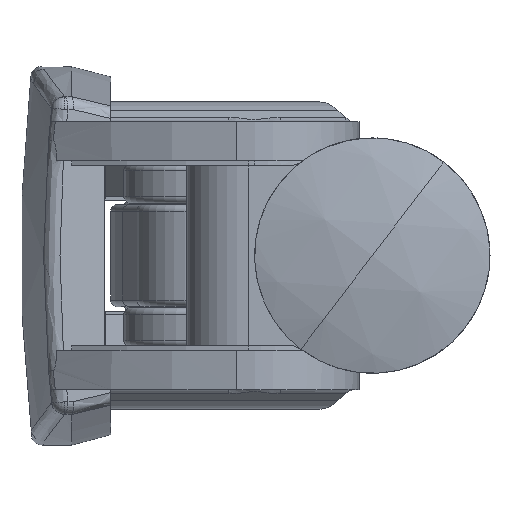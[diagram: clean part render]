
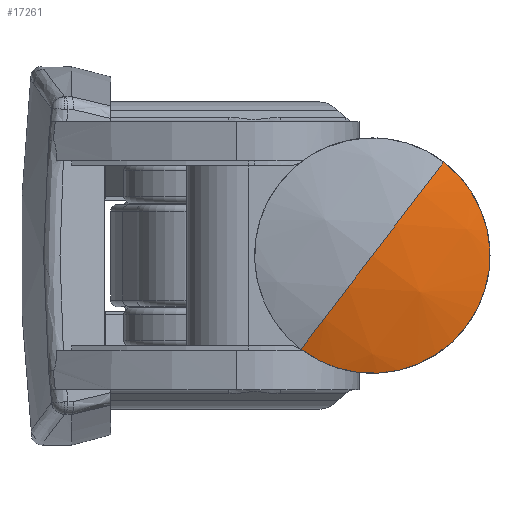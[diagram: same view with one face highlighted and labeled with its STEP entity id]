
A CAD part, left-side view. The second image highlights one B-rep face of the part: STEP entity #17261.
In plain terms, the highlighted spherical face has radius 30 mm.
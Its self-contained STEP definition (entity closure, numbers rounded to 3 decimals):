
#2201 = ORIENTED_EDGE ( 'NONE', *, *, #17204, .T. ) ;
#2217 = ORIENTED_EDGE ( 'NONE', *, *, #17264, .T. ) ;
#2233 = ORIENTED_EDGE ( 'NONE', *, *, #17156, .F. ) ;
#3004 = VERTEX_POINT ( 'NONE', #6294 ) ;
#3020 = VERTEX_POINT ( 'NONE', #6323 ) ;
#3035 = VERTEX_POINT ( 'NONE', #6350 ) ;
#6294 = CARTESIAN_POINT ( 'NONE',  ( -9., 1.618, 0. ) ) ;
#6323 = CARTESIAN_POINT ( 'NONE',  ( 0., 3., 0. ) ) ;
#6350 = CARTESIAN_POINT ( 'NONE',  ( 9., 1.618, 0. ) ) ;
#9829 = AXIS2_PLACEMENT_3D ( 'NONE', #10630, #10631, #10632 ) ;
#9899 = AXIS2_PLACEMENT_3D ( 'NONE', #10800, #10801, #10802 ) ;
#10002 = SPHERICAL_SURFACE ( 'NONE', #10008, 30. ) ;
#10003 = FACE_OUTER_BOUND ( 'NONE', #15130, .T. ) ;
#10008 = AXIS2_PLACEMENT_3D ( 'NONE', #11061, #11074, #11075 ) ;
#10011 = AXIS2_PLACEMENT_3D ( 'NONE', #11083, #11084, #11085 ) ;
#10630 = CARTESIAN_POINT ( 'NONE',  ( 0., -27., 0. ) ) ;
#10631 = DIRECTION ( 'NONE',  ( 0., 0., 1. ) ) ;
#10632 = DIRECTION ( 'NONE',  ( 1., 0., 0. ) ) ;
#10800 = CARTESIAN_POINT ( 'NONE',  ( 0., 1.618, 0. ) ) ;
#10801 = DIRECTION ( 'NONE',  ( 0., 1., 0. ) ) ;
#10802 = DIRECTION ( 'NONE',  ( -1., 0., 0. ) ) ;
#11061 = CARTESIAN_POINT ( 'NONE',  ( 0., -27., 0. ) ) ;
#11074 = DIRECTION ( 'NONE',  ( 0., 0., -1. ) ) ;
#11075 = DIRECTION ( 'NONE',  ( 1., 0., 0. ) ) ;
#11083 = CARTESIAN_POINT ( 'NONE',  ( 0., -27., 0. ) ) ;
#11084 = DIRECTION ( 'NONE',  ( 0., 0., -1. ) ) ;
#11085 = DIRECTION ( 'NONE',  ( -1., 0., 0. ) ) ;
#11191 = CIRCLE ( 'NONE', #9829, 30. ) ;
#11209 = CIRCLE ( 'NONE', #9899, 9. ) ;
#11226 = CIRCLE ( 'NONE', #10011, 30. ) ;
#15130 = EDGE_LOOP ( 'NONE', ( #2201, #2217, #2233 ) ) ;
#17156 = EDGE_CURVE ( 'NONE', #3035, #3020, #11191, .T. ) ;
#17204 = EDGE_CURVE ( 'NONE', #3035, #3004, #11209, .T. ) ;
#17261 = ADVANCED_FACE ( 'NONE', ( #10003 ), #10002, .T. ) ;
#17264 = EDGE_CURVE ( 'NONE', #3004, #3020, #11226, .T. ) ;
